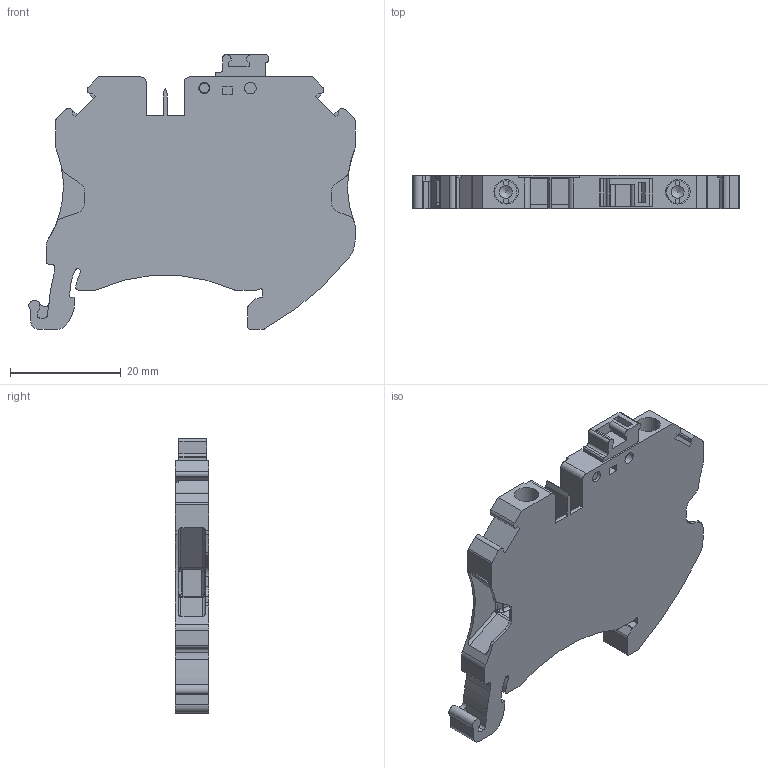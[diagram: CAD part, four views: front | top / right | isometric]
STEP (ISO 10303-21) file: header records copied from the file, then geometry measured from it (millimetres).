
FILE_DESCRIPTION(/* description */ ('Unknown'),/* implementation_level */ '2;1');
FILE_NAME(/* name */ 'TQK4TS_3D_SOLID',/* time_stamp */ '2023-10-27T10:50:28+05:00',/* author */ ('Unknown'),/* organization */ ('Unknown'),/* preprocessor_version */ 'ST-DEVELOPER v16.7',/* originating_system */ 'Solid Edge',/* authorisation */ 'Unknown');
FILE_SCHEMA (('AUTOMOTIVE_DESIGN {1 0 10303 214 3 1 1}'));
Length unit declared in the file: millimetre
Products named in the file (1): TQK4TS_SOLID
Bounding box: 58.85 x 6 x 49.5 mm (x, y, z)
Volume: 9565 mm3; surface area: 7503.8 mm2
Topology: 1 solids, 3 shells, 472 faces, 1289 edges, 838 vertices
Faces by surface type: plane 253, cylinder 127, cone 53, bspline 21, torus 10, sphere 8
Full cylindrical faces by diameter (mm): 2 x2, 2.1 x3, 2.3 x2, 3.5 x2, 4 x2, 4.4 x2
Entity records: 18255 total; most frequent: CARTESIAN_POINT 3013, DIRECTION 2500, ORIENTED_EDGE 2484, EDGE_CURVE 1242, AXIS2_PLACEMENT_3D 861, VERTEX_POINT 822, LINE 778, VECTOR 778
